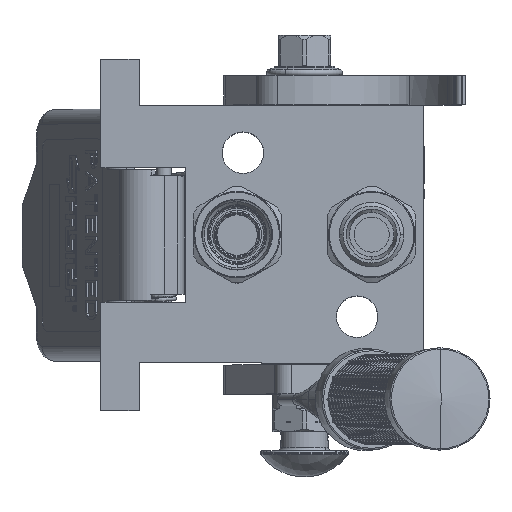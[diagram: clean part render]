
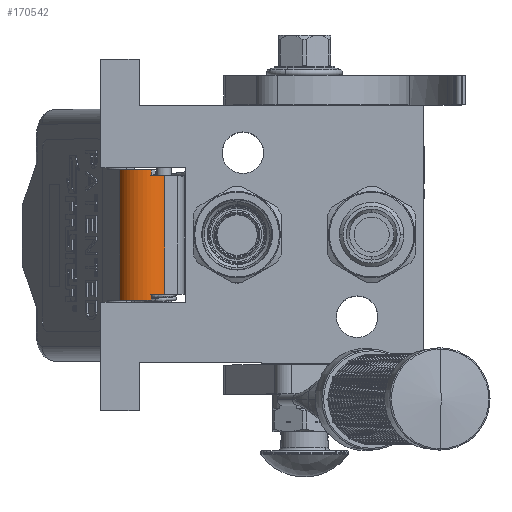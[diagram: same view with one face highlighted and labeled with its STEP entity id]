
A CAD part, top view. The second image highlights one B-rep face of the part: STEP entity #170542.
In plain terms, the highlighted cylindrical face has radius 9.5 mm (diameter 19 mm), a partial arc.
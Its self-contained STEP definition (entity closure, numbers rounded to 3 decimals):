
#1749 = LINE ( 'NONE', #172935, #117055 ) ;
#4326 = ORIENTED_EDGE ( 'NONE', *, *, #54083, .F. ) ;
#9315 = LINE ( 'NONE', #121922, #93294 ) ;
#14819 = EDGE_CURVE ( 'NONE', #133970, #193068, #1749, .T. ) ;
#21286 = DIRECTION ( 'NONE',  ( 1., 0., 0. ) ) ;
#32278 = CARTESIAN_POINT ( 'NONE',  ( -22.25, -1.5, -47.5 ) ) ;
#33181 = AXIS2_PLACEMENT_3D ( 'NONE', #122720, #183696, #75607 ) ;
#35593 = CIRCLE ( 'NONE', #33181, 9.5 ) ;
#36633 = CARTESIAN_POINT ( 'NONE',  ( 20.25, -5.154, -56.269 ) ) ;
#40276 = DIRECTION ( 'NONE',  ( 0., -0.385, -0.923 ) ) ;
#42408 = DIRECTION ( 'NONE',  ( 1., 0., 0. ) ) ;
#51107 = ORIENTED_EDGE ( 'NONE', *, *, #158759, .T. ) ;
#54083 = EDGE_CURVE ( 'NONE', #137271, #193068, #136048, .T. ) ;
#54363 = VECTOR ( 'NONE', #194107, 1000. ) ;
#59644 = VERTEX_POINT ( 'NONE', #99949 ) ;
#62335 = EDGE_CURVE ( 'NONE', #121373, #120510, #170853, .T. ) ;
#63133 = DIRECTION ( 'NONE',  ( 0., 0.158, -0.987 ) ) ;
#63393 = DIRECTION ( 'NONE',  ( 1., 0., 0. ) ) ;
#66620 = VERTEX_POINT ( 'NONE', #36633 ) ;
#69495 = AXIS2_PLACEMENT_3D ( 'NONE', #32278, #139734, #63133 ) ;
#72845 = EDGE_CURVE ( 'NONE', #121373, #133970, #148076, .T. ) ;
#73838 = CARTESIAN_POINT ( 'NONE',  ( -22.25, 0., -56.881 ) ) ;
#75607 = DIRECTION ( 'NONE',  ( 0., -0.385, -0.923 ) ) ;
#77564 = ORIENTED_EDGE ( 'NONE', *, *, #72845, .T. ) ;
#85542 = CARTESIAN_POINT ( 'NONE',  ( 22.25, -1.5, -47.5 ) ) ;
#87830 = CARTESIAN_POINT ( 'NONE',  ( 20.25, 0., -56.881 ) ) ;
#91979 = CARTESIAN_POINT ( 'NONE',  ( 22.25, 8., -47.5 ) ) ;
#93294 = VECTOR ( 'NONE', #63393, 1000. ) ;
#99141 = CARTESIAN_POINT ( 'NONE',  ( -20.25, 0., -56.881 ) ) ;
#99949 = CARTESIAN_POINT ( 'NONE',  ( -20.25, -5.154, -56.269 ) ) ;
#102573 = LINE ( 'NONE', #147267, #54363 ) ;
#105647 = VERTEX_POINT ( 'NONE', #87830 ) ;
#108161 = CARTESIAN_POINT ( 'NONE',  ( -22.25, 0., -56.881 ) ) ;
#110293 = ORIENTED_EDGE ( 'NONE', *, *, #183724, .F. ) ;
#112306 = FACE_OUTER_BOUND ( 'NONE', #136424, .T. ) ;
#115652 = CARTESIAN_POINT ( 'NONE',  ( -22.25, 8., -47.5 ) ) ;
#117055 = VECTOR ( 'NONE', #21286, 1000. ) ;
#120510 = VERTEX_POINT ( 'NONE', #99141 ) ;
#121373 = VERTEX_POINT ( 'NONE', #108161 ) ;
#121922 = CARTESIAN_POINT ( 'NONE',  ( 20.25, 0., -56.881 ) ) ;
#122720 = CARTESIAN_POINT ( 'NONE',  ( 20.25, -1.5, -47.5 ) ) ;
#123685 = AXIS2_PLACEMENT_3D ( 'NONE', #85542, #182056, #196181 ) ;
#124075 = CIRCLE ( 'NONE', #136847, 9.5 ) ;
#126360 = EDGE_CURVE ( 'NONE', #105647, #137271, #9315, .T. ) ;
#131574 = CYLINDRICAL_SURFACE ( 'NONE', #187085, 9.5 ) ;
#132257 = DIRECTION ( 'NONE',  ( 1., 0., 0. ) ) ;
#133970 = VERTEX_POINT ( 'NONE', #115652 ) ;
#136048 = CIRCLE ( 'NONE', #123685, 9.5 ) ;
#136424 = EDGE_LOOP ( 'NONE', ( #192515, #51107, #193955, #77564, #187254, #4326, #185270, #110293 ) ) ;
#136847 = AXIS2_PLACEMENT_3D ( 'NONE', #193919, #132257, #40276 ) ;
#137271 = VERTEX_POINT ( 'NONE', #173906 ) ;
#139734 = DIRECTION ( 'NONE',  ( 1., 0., 0. ) ) ;
#147267 = CARTESIAN_POINT ( 'NONE',  ( -20.25, -5.154, -56.269 ) ) ;
#148076 = CIRCLE ( 'NONE', #69495, 9.5 ) ;
#158759 = EDGE_CURVE ( 'NONE', #59644, #120510, #124075, .T. ) ;
#170542 = ADVANCED_FACE ( 'NONE', ( #112306 ), #131574, .T. ) ;
#170853 = LINE ( 'NONE', #73838, #194914 ) ;
#172935 = CARTESIAN_POINT ( 'NONE',  ( -22.25, 8., -47.5 ) ) ;
#173906 = CARTESIAN_POINT ( 'NONE',  ( 22.25, 0., -56.881 ) ) ;
#174317 = EDGE_CURVE ( 'NONE', #59644, #66620, #102573, .T. ) ;
#181684 = DIRECTION ( 'NONE',  ( -1., 0., 0. ) ) ;
#182056 = DIRECTION ( 'NONE',  ( 1., 0., 0. ) ) ;
#182363 = DIRECTION ( 'NONE',  ( 0., -1., 0. ) ) ;
#183696 = DIRECTION ( 'NONE',  ( 1., 0., 0. ) ) ;
#183713 = CARTESIAN_POINT ( 'NONE',  ( -22.25, -1.5, -47.5 ) ) ;
#183724 = EDGE_CURVE ( 'NONE', #66620, #105647, #35593, .T. ) ;
#185270 = ORIENTED_EDGE ( 'NONE', *, *, #126360, .F. ) ;
#187085 = AXIS2_PLACEMENT_3D ( 'NONE', #183713, #181684, #182363 ) ;
#187254 = ORIENTED_EDGE ( 'NONE', *, *, #14819, .T. ) ;
#192515 = ORIENTED_EDGE ( 'NONE', *, *, #174317, .F. ) ;
#193068 = VERTEX_POINT ( 'NONE', #91979 ) ;
#193919 = CARTESIAN_POINT ( 'NONE',  ( -20.25, -1.5, -47.5 ) ) ;
#193955 = ORIENTED_EDGE ( 'NONE', *, *, #62335, .F. ) ;
#194107 = DIRECTION ( 'NONE',  ( 1., 0., 0. ) ) ;
#194914 = VECTOR ( 'NONE', #42408, 1000. ) ;
#196181 = DIRECTION ( 'NONE',  ( 0., 0.158, -0.987 ) ) ;
